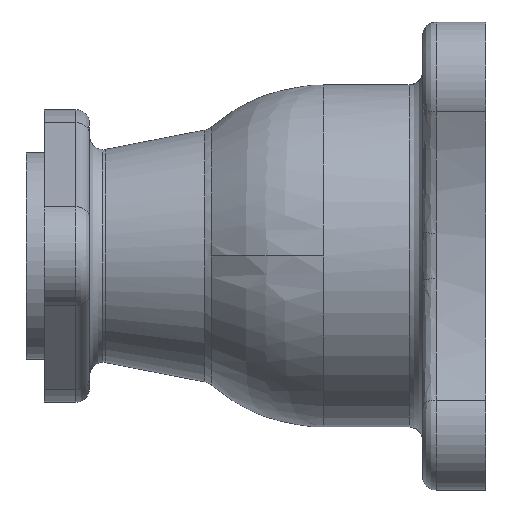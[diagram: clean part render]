
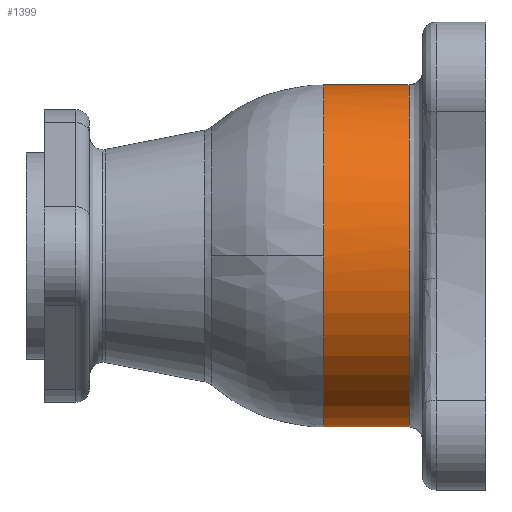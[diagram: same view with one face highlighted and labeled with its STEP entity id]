
A CAD part, left-side view. The second image highlights one B-rep face of the part: STEP entity #1399.
In plain terms, the highlighted free-form (B-spline) face has degree [2, 1] with [5, 2] control points.
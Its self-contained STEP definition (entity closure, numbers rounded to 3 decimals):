
#242 = VERTEX_POINT('',#243);
#243 = CARTESIAN_POINT('',(0.,16.93,
    -37.844));
#249 = EDGE_CURVE('',#242,#250,#252,.T.);
#250 = VERTEX_POINT('',#251);
#251 = CARTESIAN_POINT('',(0.,16.93,37.844));
#252 = ( BOUNDED_CURVE() B_SPLINE_CURVE(2,(#253,#254,#255,#256,#257),
.UNSPECIFIED.,.F.,.F.) B_SPLINE_CURVE_WITH_KNOTS((3,2,3),(0.,
1.571,3.142),.PIECEWISE_BEZIER_KNOTS.) CURVE() 
GEOMETRIC_REPRESENTATION_ITEM() RATIONAL_B_SPLINE_CURVE((1.,
0.707,1.,0.707,1.)) REPRESENTATION_ITEM('') );
#253 = CARTESIAN_POINT('',(0.,16.93,-37.844));
#254 = CARTESIAN_POINT('',(-37.844,16.93,
    -37.844));
#255 = CARTESIAN_POINT('',(-37.844,16.93,
    0.));
#256 = CARTESIAN_POINT('',(-37.844,16.93,
    37.844));
#257 = CARTESIAN_POINT('',(0.,16.93,
    37.844));
#1120 = EDGE_CURVE('',#1121,#1123,#1125,.T.);
#1121 = VERTEX_POINT('',#1122);
#1122 = CARTESIAN_POINT('',(0.,35.852,
    -37.844));
#1123 = VERTEX_POINT('',#1124);
#1124 = CARTESIAN_POINT('',(-37.844,35.852,
    0.));
#1125 = ( BOUNDED_CURVE() B_SPLINE_CURVE(2,(#1126,#1127,#1128),
.UNSPECIFIED.,.F.,.F.) B_SPLINE_CURVE_WITH_KNOTS((3,3),(3.142,
4.712),.PIECEWISE_BEZIER_KNOTS.) CURVE() 
GEOMETRIC_REPRESENTATION_ITEM() RATIONAL_B_SPLINE_CURVE((1.,
0.707,1.)) REPRESENTATION_ITEM('') );
#1126 = CARTESIAN_POINT('',(0.,35.852,
    -37.844));
#1127 = CARTESIAN_POINT('',(-37.844,35.852,
    -37.844));
#1128 = CARTESIAN_POINT('',(-37.844,35.852,
    0.));
#1186 = EDGE_CURVE('',#242,#1121,#1187,.T.);
#1187 = B_SPLINE_CURVE_WITH_KNOTS('',1,(#1188,#1189),.UNSPECIFIED.,.F.,
  .F.,(2,2),(-96.374,-77.374),.PIECEWISE_BEZIER_KNOTS.);
#1188 = CARTESIAN_POINT('',(0.,16.93,
    -37.844));
#1189 = CARTESIAN_POINT('',(0.,35.852,
    -37.844));
#1193 = VERTEX_POINT('',#1194);
#1194 = CARTESIAN_POINT('',(0.,35.852,37.844));
#1200 = EDGE_CURVE('',#250,#1193,#1201,.T.);
#1201 = B_SPLINE_CURVE_WITH_KNOTS('',1,(#1202,#1203),.UNSPECIFIED.,.F.,
  .F.,(2,2),(-96.374,-77.374),.PIECEWISE_BEZIER_KNOTS.);
#1202 = CARTESIAN_POINT('',(0.,16.93,37.844));
#1203 = CARTESIAN_POINT('',(0.,35.852,37.844));
#1399 = ADVANCED_FACE('',(#1400),#1412,.T.);
#1400 = FACE_BOUND('',#1401,.T.);
#1401 = EDGE_LOOP('',(#1402,#1403,#1404,#1405,#1411));
#1402 = ORIENTED_EDGE('',*,*,#1186,.F.);
#1403 = ORIENTED_EDGE('',*,*,#249,.T.);
#1404 = ORIENTED_EDGE('',*,*,#1200,.T.);
#1405 = ORIENTED_EDGE('',*,*,#1406,.F.);
#1406 = EDGE_CURVE('',#1123,#1193,#1407,.T.);
#1407 = ( BOUNDED_CURVE() B_SPLINE_CURVE(2,(#1408,#1409,#1410),
.UNSPECIFIED.,.F.,.F.) B_SPLINE_CURVE_WITH_KNOTS((3,3),(4.712,
6.283),.PIECEWISE_BEZIER_KNOTS.) CURVE() 
GEOMETRIC_REPRESENTATION_ITEM() RATIONAL_B_SPLINE_CURVE((1.,
0.707,1.)) REPRESENTATION_ITEM('') );
#1408 = CARTESIAN_POINT('',(-37.844,35.852,
    0.));
#1409 = CARTESIAN_POINT('',(-37.844,35.852,
    37.844));
#1410 = CARTESIAN_POINT('',(0.,35.852,
    37.844));
#1411 = ORIENTED_EDGE('',*,*,#1120,.F.);
#1412 = ( BOUNDED_SURFACE() B_SPLINE_SURFACE(2,1,(
    (#1413,#1414)
    ,(#1415,#1416)
    ,(#1417,#1418)
    ,(#1419,#1420)
    ,(#1421,#1422
)),.UNSPECIFIED.,.F.,.F.,.F.) B_SPLINE_SURFACE_WITH_KNOTS((3,2,3),(2,2),
  (3.142,4.712,6.283),(-96.374,
    -77.374),.PIECEWISE_BEZIER_KNOTS.) 
GEOMETRIC_REPRESENTATION_ITEM() RATIONAL_B_SPLINE_SURFACE((
    (1.,1.)
    ,(0.707,0.707)
    ,(1.,1.)
    ,(0.707,0.707)
,(1.,1.))) REPRESENTATION_ITEM('') SURFACE() );
#1413 = CARTESIAN_POINT('',(0.,16.93,
    -37.844));
#1414 = CARTESIAN_POINT('',(0.,35.852,
    -37.844));
#1415 = CARTESIAN_POINT('',(-37.844,16.93,
    -37.844));
#1416 = CARTESIAN_POINT('',(-37.844,35.852,
    -37.844));
#1417 = CARTESIAN_POINT('',(-37.844,16.93,
    0.));
#1418 = CARTESIAN_POINT('',(-37.844,35.852,
    0.));
#1419 = CARTESIAN_POINT('',(-37.844,16.93,
    37.844));
#1420 = CARTESIAN_POINT('',(-37.844,35.852,
    37.844));
#1421 = CARTESIAN_POINT('',(0.,16.93,
    37.844));
#1422 = CARTESIAN_POINT('',(0.,35.852,
    37.844));
